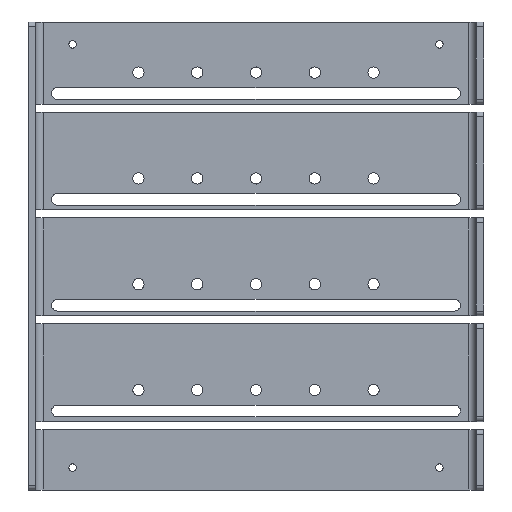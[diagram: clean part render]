
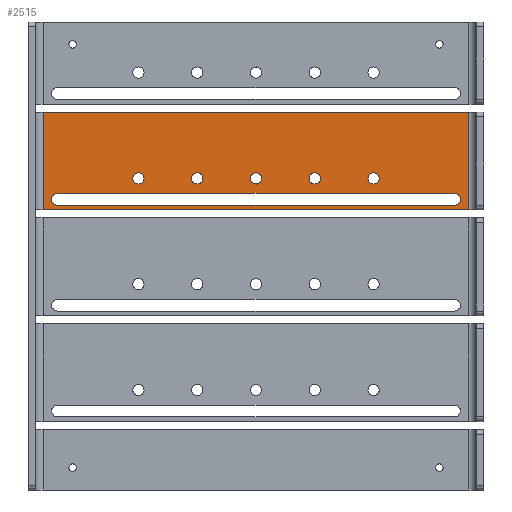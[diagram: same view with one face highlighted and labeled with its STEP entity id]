
A CAD part, left-side view. The second image highlights one B-rep face of the part: STEP entity #2515.
In plain terms, the highlighted planar face has unit normal (-1, 0, 0).
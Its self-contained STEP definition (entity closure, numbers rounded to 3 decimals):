
#65=FACE_BOUND('',#418,.T.);
#66=FACE_BOUND('',#419,.T.);
#67=FACE_BOUND('',#420,.T.);
#68=FACE_BOUND('',#421,.T.);
#69=FACE_BOUND('',#422,.T.);
#70=FACE_BOUND('',#423,.T.);
#123=PLANE('',#2806);
#235=FACE_OUTER_BOUND('',#417,.T.);
#417=EDGE_LOOP('',(#2132,#2133,#2134,#2135));
#418=EDGE_LOOP('',(#2136));
#419=EDGE_LOOP('',(#2137));
#420=EDGE_LOOP('',(#2138));
#421=EDGE_LOOP('',(#2139));
#422=EDGE_LOOP('',(#2140));
#423=EDGE_LOOP('',(#2141,#2142,#2143,#2144));
#554=LINE('',#3954,#756);
#566=LINE('',#3996,#768);
#585=LINE('',#4062,#787);
#590=LINE('',#4076,#792);
#639=LINE('',#4224,#841);
#649=LINE('',#4254,#851);
#756=VECTOR('',#3178,10.);
#768=VECTOR('',#3214,10.);
#787=VECTOR('',#3275,10.);
#792=VECTOR('',#3288,10.);
#841=VECTOR('',#3461,10.);
#851=VECTOR('',#3497,10.);
#895=CIRCLE('',#2581,1.2);
#905=CIRCLE('',#2596,1.2);
#919=CIRCLE('',#2617,1.2);
#927=CIRCLE('',#2629,1.2);
#929=CIRCLE('',#2632,1.2);
#996=CIRCLE('',#2729,1.25);
#998=CIRCLE('',#2733,1.25);
#1051=VERTEX_POINT('',#3659);
#1061=VERTEX_POINT('',#3689);
#1075=VERTEX_POINT('',#3731);
#1083=VERTEX_POINT('',#3755);
#1085=VERTEX_POINT('',#3761);
#1164=VERTEX_POINT('',#3951);
#1165=VERTEX_POINT('',#3953);
#1182=VERTEX_POINT('',#3993);
#1183=VERTEX_POINT('',#3995);
#1208=VERTEX_POINT('',#4060);
#1209=VERTEX_POINT('',#4061);
#1212=VERTEX_POINT('',#4069);
#1214=VERTEX_POINT('',#4075);
#1282=EDGE_CURVE('',#1051,#1051,#895,.T.);
#1297=EDGE_CURVE('',#1061,#1061,#905,.T.);
#1318=EDGE_CURVE('',#1075,#1075,#919,.T.);
#1330=EDGE_CURVE('',#1083,#1083,#927,.T.);
#1333=EDGE_CURVE('',#1085,#1085,#929,.T.);
#1427=EDGE_CURVE('',#1165,#1164,#554,.T.);
#1448=EDGE_CURVE('',#1183,#1182,#566,.T.);
#1480=EDGE_CURVE('',#1208,#1209,#585,.T.);
#1484=EDGE_CURVE('',#1212,#1208,#996,.T.);
#1487=EDGE_CURVE('',#1214,#1212,#590,.T.);
#1490=EDGE_CURVE('',#1209,#1214,#998,.T.);
#1567=EDGE_CURVE('',#1182,#1165,#639,.T.);
#1582=EDGE_CURVE('',#1164,#1183,#649,.T.);
#2132=ORIENTED_EDGE('',*,*,#1427,.T.);
#2133=ORIENTED_EDGE('',*,*,#1582,.T.);
#2134=ORIENTED_EDGE('',*,*,#1448,.T.);
#2135=ORIENTED_EDGE('',*,*,#1567,.T.);
#2136=ORIENTED_EDGE('',*,*,#1282,.T.);
#2137=ORIENTED_EDGE('',*,*,#1297,.T.);
#2138=ORIENTED_EDGE('',*,*,#1318,.T.);
#2139=ORIENTED_EDGE('',*,*,#1330,.T.);
#2140=ORIENTED_EDGE('',*,*,#1333,.T.);
#2141=ORIENTED_EDGE('',*,*,#1480,.T.);
#2142=ORIENTED_EDGE('',*,*,#1490,.T.);
#2143=ORIENTED_EDGE('',*,*,#1487,.T.);
#2144=ORIENTED_EDGE('',*,*,#1484,.T.);
#2515=ADVANCED_FACE('',(#235,#65,#66,#67,#68,#69,#70),#123,.F.);
#2581=AXIS2_PLACEMENT_3D('',#3660,#2884,#2885);
#2596=AXIS2_PLACEMENT_3D('',#3690,#2919,#2920);
#2617=AXIS2_PLACEMENT_3D('',#3732,#2968,#2969);
#2629=AXIS2_PLACEMENT_3D('',#3756,#2996,#2997);
#2632=AXIS2_PLACEMENT_3D('',#3762,#3003,#3004);
#2729=AXIS2_PLACEMENT_3D('',#4070,#3281,#3282);
#2733=AXIS2_PLACEMENT_3D('',#4081,#3293,#3294);
#2806=AXIS2_PLACEMENT_3D('',#4253,#3495,#3496);
#2884=DIRECTION('center_axis',(1.,0.,0.));
#2885=DIRECTION('ref_axis',(0.,-1.,0.));
#2919=DIRECTION('center_axis',(1.,0.,0.));
#2920=DIRECTION('ref_axis',(0.,-1.,0.));
#2968=DIRECTION('center_axis',(1.,0.,0.));
#2969=DIRECTION('ref_axis',(0.,-1.,0.));
#2996=DIRECTION('center_axis',(1.,0.,0.));
#2997=DIRECTION('ref_axis',(0.,-1.,0.));
#3003=DIRECTION('center_axis',(1.,0.,0.));
#3004=DIRECTION('ref_axis',(0.,-1.,0.));
#3178=DIRECTION('',(0.,-1.,0.));
#3214=DIRECTION('',(0.,1.,0.));
#3275=DIRECTION('',(0.,-1.,0.));
#3281=DIRECTION('center_axis',(1.,0.,0.));
#3282=DIRECTION('ref_axis',(0.,0.,1.));
#3288=DIRECTION('',(0.,1.,0.));
#3293=DIRECTION('center_axis',(1.,0.,0.));
#3294=DIRECTION('ref_axis',(0.,0.,-1.));
#3461=DIRECTION('',(0.,0.,-1.));
#3495=DIRECTION('center_axis',(1.,0.,0.));
#3496=DIRECTION('ref_axis',(0.,1.,0.));
#3497=DIRECTION('',(0.,0.,1.));
#3659=CARTESIAN_POINT('',(0.,49.6,-33.25));
#3660=CARTESIAN_POINT('Origin',(0.,48.4,-33.25));
#3689=CARTESIAN_POINT('',(0.,37.1,-33.25));
#3690=CARTESIAN_POINT('Origin',(0.,35.9,-33.25));
#3731=CARTESIAN_POINT('',(0.,62.1,-33.25));
#3732=CARTESIAN_POINT('Origin',(0.,60.9,-33.25));
#3755=CARTESIAN_POINT('',(0.,74.6,-33.25));
#3756=CARTESIAN_POINT('Origin',(0.,73.4,-33.25));
#3761=CARTESIAN_POINT('',(0.,24.6,-33.25));
#3762=CARTESIAN_POINT('Origin',(0.,23.4,-33.25));
#3951=CARTESIAN_POINT('',(0.,3.2,-39.95));
#3953=CARTESIAN_POINT('',(0.,93.6,-39.95));
#3954=CARTESIAN_POINT('',(0.,24.2,-39.95));
#3993=CARTESIAN_POINT('',(0.,93.6,-19.15));
#3995=CARTESIAN_POINT('',(0.,3.2,-19.15));
#3996=CARTESIAN_POINT('',(0.,24.2,-19.15));
#4060=CARTESIAN_POINT('',(0.,90.6,-36.45));
#4061=CARTESIAN_POINT('',(0.,6.2,-36.45));
#4062=CARTESIAN_POINT('',(0.,69.5,-36.45));
#4069=CARTESIAN_POINT('',(0.,90.6,-38.95));
#4070=CARTESIAN_POINT('Origin',(0.,90.6,-37.7));
#4075=CARTESIAN_POINT('',(0.,6.2,-38.95));
#4076=CARTESIAN_POINT('',(0.,27.3,-38.95));
#4081=CARTESIAN_POINT('Origin',(0.,6.2,-37.7));
#4224=CARTESIAN_POINT('',(0.,93.6,-24.875));
#4253=CARTESIAN_POINT('Origin',(0.,48.4,-49.75));
#4254=CARTESIAN_POINT('',(0.,3.2,-74.625));
